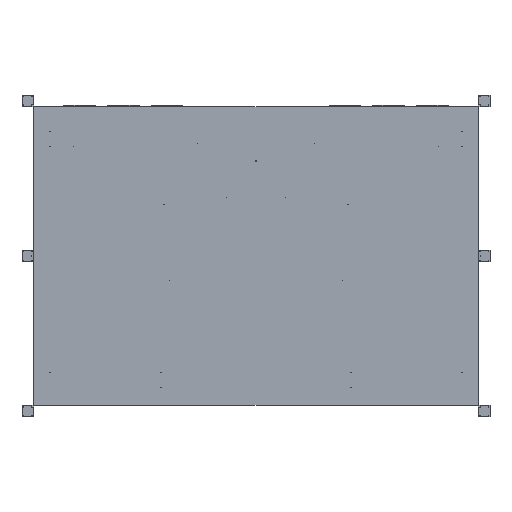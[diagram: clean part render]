
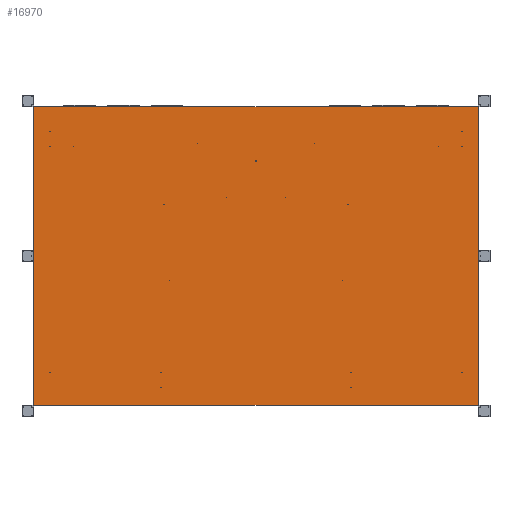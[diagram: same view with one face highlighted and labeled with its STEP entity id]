
A CAD part, front view. The second image highlights one B-rep face of the part: STEP entity #16970.
In plain terms, the highlighted planar face has unit normal (0, -1, 0).
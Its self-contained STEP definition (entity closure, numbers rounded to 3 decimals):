
#993=FACE_BOUND('',#3833,.T.);
#994=FACE_BOUND('',#3834,.T.);
#995=FACE_BOUND('',#3835,.T.);
#996=FACE_BOUND('',#3836,.T.);
#997=FACE_BOUND('',#3837,.T.);
#998=FACE_BOUND('',#3838,.T.);
#999=FACE_BOUND('',#3839,.T.);
#1000=FACE_BOUND('',#3840,.T.);
#1001=FACE_BOUND('',#3841,.T.);
#1002=FACE_BOUND('',#3842,.T.);
#1003=FACE_BOUND('',#3843,.T.);
#1004=FACE_BOUND('',#3844,.T.);
#1005=FACE_BOUND('',#3845,.T.);
#1006=FACE_BOUND('',#3846,.T.);
#1007=FACE_BOUND('',#3847,.T.);
#1008=FACE_BOUND('',#3848,.T.);
#1009=FACE_BOUND('',#3849,.T.);
#1010=FACE_BOUND('',#3850,.T.);
#1011=FACE_BOUND('',#3851,.T.);
#1012=FACE_BOUND('',#3852,.T.);
#1013=FACE_BOUND('',#3853,.T.);
#1085=CIRCLE('',#17565,0.5);
#1087=CIRCLE('',#17568,0.5);
#1089=CIRCLE('',#17571,0.5);
#1091=CIRCLE('',#17574,0.5);
#1093=CIRCLE('',#17577,0.5);
#1095=CIRCLE('',#17580,0.5);
#1097=CIRCLE('',#17583,0.5);
#1099=CIRCLE('',#17586,0.5);
#1101=CIRCLE('',#17589,0.5);
#1103=CIRCLE('',#17592,0.5);
#1105=CIRCLE('',#17595,0.5);
#1107=CIRCLE('',#17598,0.5);
#1109=CIRCLE('',#17601,0.5);
#1111=CIRCLE('',#17604,0.5);
#1113=CIRCLE('',#17607,0.5);
#1115=CIRCLE('',#17610,0.5);
#1117=CIRCLE('',#17613,0.5);
#1119=CIRCLE('',#17616,0.5);
#1121=CIRCLE('',#17619,0.5);
#1123=CIRCLE('',#17622,0.5);
#1125=CIRCLE('',#17625,0.5);
#2831=FACE_OUTER_BOUND('',#3832,.T.);
#3832=EDGE_LOOP('',(#15340,#15341,#15342,#15343));
#3833=EDGE_LOOP('',(#15344));
#3834=EDGE_LOOP('',(#15345));
#3835=EDGE_LOOP('',(#15346));
#3836=EDGE_LOOP('',(#15347));
#3837=EDGE_LOOP('',(#15348));
#3838=EDGE_LOOP('',(#15349));
#3839=EDGE_LOOP('',(#15350));
#3840=EDGE_LOOP('',(#15351));
#3841=EDGE_LOOP('',(#15352));
#3842=EDGE_LOOP('',(#15353));
#3843=EDGE_LOOP('',(#15354));
#3844=EDGE_LOOP('',(#15355));
#3845=EDGE_LOOP('',(#15356));
#3846=EDGE_LOOP('',(#15357));
#3847=EDGE_LOOP('',(#15358));
#3848=EDGE_LOOP('',(#15359));
#3849=EDGE_LOOP('',(#15360));
#3850=EDGE_LOOP('',(#15361));
#3851=EDGE_LOOP('',(#15362));
#3852=EDGE_LOOP('',(#15363));
#3853=EDGE_LOOP('',(#15364));
#5693=LINE('',#27985,#7512);
#5694=LINE('',#27987,#7513);
#5695=LINE('',#27989,#7514);
#5696=LINE('',#27990,#7515);
#7512=VECTOR('',#21905,3044.);
#7513=VECTOR('',#21906,2044.);
#7514=VECTOR('',#21907,3044.);
#7515=VECTOR('',#21908,2044.);
#8208=VERTEX_POINT('',#24377);
#8210=VERTEX_POINT('',#24382);
#8212=VERTEX_POINT('',#24387);
#8214=VERTEX_POINT('',#24392);
#8216=VERTEX_POINT('',#24397);
#8218=VERTEX_POINT('',#24402);
#8220=VERTEX_POINT('',#24407);
#8222=VERTEX_POINT('',#24412);
#8224=VERTEX_POINT('',#24417);
#8226=VERTEX_POINT('',#24422);
#8228=VERTEX_POINT('',#24427);
#8230=VERTEX_POINT('',#24432);
#8232=VERTEX_POINT('',#24437);
#8234=VERTEX_POINT('',#24442);
#8236=VERTEX_POINT('',#24447);
#8238=VERTEX_POINT('',#24452);
#8240=VERTEX_POINT('',#24457);
#8242=VERTEX_POINT('',#24462);
#8244=VERTEX_POINT('',#24467);
#8246=VERTEX_POINT('',#24472);
#8248=VERTEX_POINT('',#24477);
#8968=VERTEX_POINT('',#27983);
#8969=VERTEX_POINT('',#27984);
#8970=VERTEX_POINT('',#27986);
#8971=VERTEX_POINT('',#27988);
#10004=EDGE_CURVE('',#8208,#8208,#1085,.T.);
#10006=EDGE_CURVE('',#8210,#8210,#1087,.T.);
#10008=EDGE_CURVE('',#8212,#8212,#1089,.T.);
#10010=EDGE_CURVE('',#8214,#8214,#1091,.T.);
#10012=EDGE_CURVE('',#8216,#8216,#1093,.T.);
#10014=EDGE_CURVE('',#8218,#8218,#1095,.T.);
#10016=EDGE_CURVE('',#8220,#8220,#1097,.T.);
#10018=EDGE_CURVE('',#8222,#8222,#1099,.T.);
#10020=EDGE_CURVE('',#8224,#8224,#1101,.T.);
#10022=EDGE_CURVE('',#8226,#8226,#1103,.T.);
#10024=EDGE_CURVE('',#8228,#8228,#1105,.T.);
#10026=EDGE_CURVE('',#8230,#8230,#1107,.T.);
#10028=EDGE_CURVE('',#8232,#8232,#1109,.T.);
#10030=EDGE_CURVE('',#8234,#8234,#1111,.T.);
#10032=EDGE_CURVE('',#8236,#8236,#1113,.T.);
#10034=EDGE_CURVE('',#8238,#8238,#1115,.T.);
#10036=EDGE_CURVE('',#8240,#8240,#1117,.T.);
#10038=EDGE_CURVE('',#8242,#8242,#1119,.T.);
#10040=EDGE_CURVE('',#8244,#8244,#1121,.T.);
#10042=EDGE_CURVE('',#8246,#8246,#1123,.T.);
#10044=EDGE_CURVE('',#8248,#8248,#1125,.T.);
#11123=EDGE_CURVE('',#8968,#8969,#5693,.T.);
#11124=EDGE_CURVE('',#8969,#8970,#5694,.T.);
#11125=EDGE_CURVE('',#8970,#8971,#5695,.T.);
#11126=EDGE_CURVE('',#8971,#8968,#5696,.T.);
#15340=ORIENTED_EDGE('',*,*,#11123,.T.);
#15341=ORIENTED_EDGE('',*,*,#11124,.T.);
#15342=ORIENTED_EDGE('',*,*,#11125,.T.);
#15343=ORIENTED_EDGE('',*,*,#11126,.T.);
#15344=ORIENTED_EDGE('',*,*,#10004,.T.);
#15345=ORIENTED_EDGE('',*,*,#10006,.T.);
#15346=ORIENTED_EDGE('',*,*,#10008,.T.);
#15347=ORIENTED_EDGE('',*,*,#10010,.T.);
#15348=ORIENTED_EDGE('',*,*,#10012,.T.);
#15349=ORIENTED_EDGE('',*,*,#10014,.T.);
#15350=ORIENTED_EDGE('',*,*,#10016,.T.);
#15351=ORIENTED_EDGE('',*,*,#10018,.T.);
#15352=ORIENTED_EDGE('',*,*,#10020,.T.);
#15353=ORIENTED_EDGE('',*,*,#10022,.T.);
#15354=ORIENTED_EDGE('',*,*,#10024,.T.);
#15355=ORIENTED_EDGE('',*,*,#10026,.T.);
#15356=ORIENTED_EDGE('',*,*,#10028,.T.);
#15357=ORIENTED_EDGE('',*,*,#10030,.T.);
#15358=ORIENTED_EDGE('',*,*,#10032,.T.);
#15359=ORIENTED_EDGE('',*,*,#10034,.T.);
#15360=ORIENTED_EDGE('',*,*,#10036,.T.);
#15361=ORIENTED_EDGE('',*,*,#10038,.T.);
#15362=ORIENTED_EDGE('',*,*,#10040,.T.);
#15363=ORIENTED_EDGE('',*,*,#10042,.T.);
#15364=ORIENTED_EDGE('',*,*,#10044,.T.);
#16137=PLANE('',#18003);
#16970=ADVANCED_FACE('',(#2831,#993,#994,#995,#996,#997,#998,#999,#1000,
#1001,#1002,#1003,#1004,#1005,#1006,#1007,#1008,#1009,#1010,#1011,#1012,
#1013),#16137,.T.);
#17565=AXIS2_PLACEMENT_3D('',#24378,#20176,#20177);
#17568=AXIS2_PLACEMENT_3D('',#24383,#20182,#20183);
#17571=AXIS2_PLACEMENT_3D('',#24388,#20188,#20189);
#17574=AXIS2_PLACEMENT_3D('',#24393,#20194,#20195);
#17577=AXIS2_PLACEMENT_3D('',#24398,#20200,#20201);
#17580=AXIS2_PLACEMENT_3D('',#24403,#20206,#20207);
#17583=AXIS2_PLACEMENT_3D('',#24408,#20212,#20213);
#17586=AXIS2_PLACEMENT_3D('',#24413,#20218,#20219);
#17589=AXIS2_PLACEMENT_3D('',#24418,#20224,#20225);
#17592=AXIS2_PLACEMENT_3D('',#24423,#20230,#20231);
#17595=AXIS2_PLACEMENT_3D('',#24428,#20236,#20237);
#17598=AXIS2_PLACEMENT_3D('',#24433,#20242,#20243);
#17601=AXIS2_PLACEMENT_3D('',#24438,#20248,#20249);
#17604=AXIS2_PLACEMENT_3D('',#24443,#20254,#20255);
#17607=AXIS2_PLACEMENT_3D('',#24448,#20260,#20261);
#17610=AXIS2_PLACEMENT_3D('',#24453,#20266,#20267);
#17613=AXIS2_PLACEMENT_3D('',#24458,#20272,#20273);
#17616=AXIS2_PLACEMENT_3D('',#24463,#20278,#20279);
#17619=AXIS2_PLACEMENT_3D('',#24468,#20284,#20285);
#17622=AXIS2_PLACEMENT_3D('',#24473,#20290,#20291);
#17625=AXIS2_PLACEMENT_3D('',#24478,#20296,#20297);
#18003=AXIS2_PLACEMENT_3D('',#27982,#21903,#21904);
#20176=DIRECTION('center_axis',(0.,1.,0.));
#20177=DIRECTION('ref_axis',(-1.,0.,0.));
#20182=DIRECTION('center_axis',(0.,1.,0.));
#20183=DIRECTION('ref_axis',(-1.,0.,0.));
#20188=DIRECTION('center_axis',(0.,1.,0.));
#20189=DIRECTION('ref_axis',(-1.,0.,0.));
#20194=DIRECTION('center_axis',(0.,1.,0.));
#20195=DIRECTION('ref_axis',(-1.,0.,0.));
#20200=DIRECTION('center_axis',(0.,1.,0.));
#20201=DIRECTION('ref_axis',(-1.,0.,0.));
#20206=DIRECTION('center_axis',(0.,1.,0.));
#20207=DIRECTION('ref_axis',(-1.,0.,0.));
#20212=DIRECTION('center_axis',(0.,1.,0.));
#20213=DIRECTION('ref_axis',(-1.,0.,0.));
#20218=DIRECTION('center_axis',(0.,1.,0.));
#20219=DIRECTION('ref_axis',(-1.,0.,0.));
#20224=DIRECTION('center_axis',(0.,1.,0.));
#20225=DIRECTION('ref_axis',(-1.,0.,0.));
#20230=DIRECTION('center_axis',(0.,1.,0.));
#20231=DIRECTION('ref_axis',(-1.,0.,0.));
#20236=DIRECTION('center_axis',(0.,1.,0.));
#20237=DIRECTION('ref_axis',(1.,0.,0.));
#20242=DIRECTION('center_axis',(0.,1.,0.));
#20243=DIRECTION('ref_axis',(1.,0.,0.));
#20248=DIRECTION('center_axis',(0.,1.,0.));
#20249=DIRECTION('ref_axis',(1.,0.,0.));
#20254=DIRECTION('center_axis',(0.,1.,0.));
#20255=DIRECTION('ref_axis',(1.,0.,0.));
#20260=DIRECTION('center_axis',(0.,1.,0.));
#20261=DIRECTION('ref_axis',(1.,0.,0.));
#20266=DIRECTION('center_axis',(0.,1.,0.));
#20267=DIRECTION('ref_axis',(1.,0.,0.));
#20272=DIRECTION('center_axis',(0.,1.,0.));
#20273=DIRECTION('ref_axis',(1.,0.,0.));
#20278=DIRECTION('center_axis',(0.,1.,0.));
#20279=DIRECTION('ref_axis',(1.,0.,0.));
#20284=DIRECTION('center_axis',(0.,1.,0.));
#20285=DIRECTION('ref_axis',(1.,0.,0.));
#20290=DIRECTION('center_axis',(0.,1.,0.));
#20291=DIRECTION('ref_axis',(1.,0.,0.));
#20296=DIRECTION('center_axis',(0.,1.,0.));
#20297=DIRECTION('ref_axis',(1.,0.,0.));
#21903=DIRECTION('center_axis',(0.,-1.,0.));
#21904=DIRECTION('ref_axis',(0.,0.,-1.));
#21905=DIRECTION('',(-1.,0.,0.));
#21906=DIRECTION('',(0.,0.,-1.));
#21907=DIRECTION('',(1.,0.,0.));
#21908=DIRECTION('',(0.,0.,1.));
#24377=CARTESIAN_POINT('',(-1121.5,-10.,-252.));
#24378=CARTESIAN_POINT('Origin',(-1122.,-10.,-252.));
#24382=CARTESIAN_POINT('',(-271.5,-10.,-272.));
#24383=CARTESIAN_POINT('Origin',(-272.,-10.,-272.));
#24387=CARTESIAN_POINT('',(-111.5,-10.,-272.));
#24388=CARTESIAN_POINT('Origin',(-112.,-10.,-272.));
#24392=CARTESIAN_POINT('',(-891.5,-10.,-667.));
#24393=CARTESIAN_POINT('Origin',(-892.,-10.,-667.));
#24397=CARTESIAN_POINT('',(-871.5,-10.,-1822.));
#24398=CARTESIAN_POINT('Origin',(-872.,-10.,-1822.));
#24402=CARTESIAN_POINT('',(-111.5,-10.,-1822.));
#24403=CARTESIAN_POINT('Origin',(-112.,-10.,-1822.));
#24407=CARTESIAN_POINT('',(-871.5,-10.,-1922.));
#24408=CARTESIAN_POINT('Origin',(-872.,-10.,-1922.));
#24412=CARTESIAN_POINT('',(-931.5,-10.,-1192.));
#24413=CARTESIAN_POINT('Origin',(-932.,-10.,-1192.));
#24417=CARTESIAN_POINT('',(-1321.5,-10.,-622.));
#24418=CARTESIAN_POINT('Origin',(-1322.,-10.,-622.));
#24422=CARTESIAN_POINT('',(-111.5,-10.,-172.));
#24423=CARTESIAN_POINT('Origin',(-112.,-10.,-172.));
#24427=CARTESIAN_POINT('',(-1922.5,-10.,-252.));
#24428=CARTESIAN_POINT('Origin',(-1922.,-10.,-252.));
#24432=CARTESIAN_POINT('',(-2932.5,-10.,-172.));
#24433=CARTESIAN_POINT('Origin',(-2932.,-10.,-172.));
#24437=CARTESIAN_POINT('',(-1722.5,-10.,-622.));
#24438=CARTESIAN_POINT('Origin',(-1722.,-10.,-622.));
#24442=CARTESIAN_POINT('',(-2112.5,-10.,-1192.));
#24443=CARTESIAN_POINT('Origin',(-2112.,-10.,-1192.));
#24447=CARTESIAN_POINT('',(-2172.5,-10.,-1922.));
#24448=CARTESIAN_POINT('Origin',(-2172.,-10.,-1922.));
#24452=CARTESIAN_POINT('',(-2932.5,-10.,-1822.));
#24453=CARTESIAN_POINT('Origin',(-2932.,-10.,-1822.));
#24457=CARTESIAN_POINT('',(-2172.5,-10.,-1822.));
#24458=CARTESIAN_POINT('Origin',(-2172.,-10.,-1822.));
#24462=CARTESIAN_POINT('',(-2152.5,-10.,-667.));
#24463=CARTESIAN_POINT('Origin',(-2152.,-10.,-667.));
#24467=CARTESIAN_POINT('',(-2932.5,-10.,-272.));
#24468=CARTESIAN_POINT('Origin',(-2932.,-10.,-272.));
#24472=CARTESIAN_POINT('',(-2772.5,-10.,-272.));
#24473=CARTESIAN_POINT('Origin',(-2772.,-10.,-272.));
#24477=CARTESIAN_POINT('',(-1522.5,-10.,-372.));
#24478=CARTESIAN_POINT('Origin',(-1522.,-10.,-372.));
#27982=CARTESIAN_POINT('Origin',(-1522.,-10.,-1022.));
#27983=CARTESIAN_POINT('',(0.,-10.,0.));
#27984=CARTESIAN_POINT('',(-3044.,-10.,0.));
#27985=CARTESIAN_POINT('',(0.,-10.,0.));
#27986=CARTESIAN_POINT('',(-3044.,-10.,-2044.));
#27987=CARTESIAN_POINT('',(-3044.,-10.,0.));
#27988=CARTESIAN_POINT('',(0.,-10.,-2044.));
#27989=CARTESIAN_POINT('',(-3044.,-10.,-2044.));
#27990=CARTESIAN_POINT('',(0.,-10.,-2044.));
